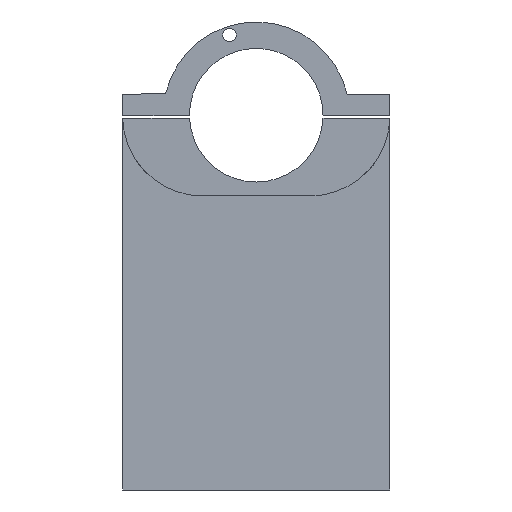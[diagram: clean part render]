
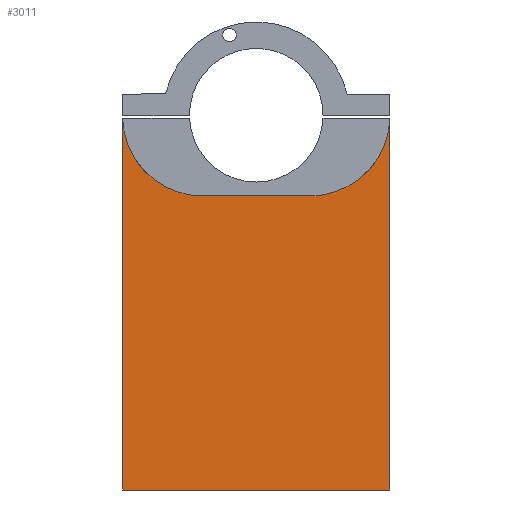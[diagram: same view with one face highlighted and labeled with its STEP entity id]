
A CAD part, front view. The second image highlights one B-rep face of the part: STEP entity #3011.
In plain terms, the highlighted planar face has unit normal (0, -1, 0).
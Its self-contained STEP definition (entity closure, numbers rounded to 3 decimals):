
#48=PLANE('',#3185);
#73=CIRCLE('',#3147,30.);
#77=CIRCLE('',#3165,30.);
#209=FACE_OUTER_BOUND('',#378,.T.);
#378=EDGE_LOOP('',(#2487,#2488,#2489,#2490,#2491,#2492));
#814=LINE('',#6529,#953);
#825=LINE('',#16504,#964);
#828=LINE('',#16510,#967);
#831=LINE('',#16515,#970);
#953=VECTOR('',#3463,10.);
#964=VECTOR('',#3540,10.);
#967=VECTOR('',#3545,10.);
#970=VECTOR('',#3550,10.);
#1171=VERTEX_POINT('',#6117);
#1172=VERTEX_POINT('',#6119);
#1205=VERTEX_POINT('',#6527);
#1210=VERTEX_POINT('',#11042);
#1243=VERTEX_POINT('',#16503);
#1245=VERTEX_POINT('',#16509);
#1545=EDGE_CURVE('',#1172,#1171,#73,.T.);
#1582=EDGE_CURVE('',#1171,#1205,#814,.T.);
#1609=EDGE_CURVE('',#1210,#1205,#77,.F.);
#1670=EDGE_CURVE('',#1210,#1243,#825,.T.);
#1673=EDGE_CURVE('',#1245,#1243,#828,.T.);
#1676=EDGE_CURVE('',#1172,#1245,#831,.T.);
#2487=ORIENTED_EDGE('',*,*,#1582,.T.);
#2488=ORIENTED_EDGE('',*,*,#1609,.F.);
#2489=ORIENTED_EDGE('',*,*,#1670,.T.);
#2490=ORIENTED_EDGE('',*,*,#1673,.F.);
#2491=ORIENTED_EDGE('',*,*,#1676,.F.);
#2492=ORIENTED_EDGE('',*,*,#1545,.T.);
#3011=ADVANCED_FACE('',(#209),#48,.F.);
#3147=AXIS2_PLACEMENT_3D('',#6120,#3455,#3456);
#3165=AXIS2_PLACEMENT_3D('',#11043,#3498,#3499);
#3185=AXIS2_PLACEMENT_3D('',#16518,#3554,#3555);
#3455=DIRECTION('center_axis',(0.,1.,0.));
#3456=DIRECTION('ref_axis',(0.999,0.,-0.033));
#3463=DIRECTION('',(-1.,0.,0.));
#3498=DIRECTION('center_axis',(0.,1.,0.));
#3499=DIRECTION('ref_axis',(-0.999,0.,-0.033));
#3540=DIRECTION('',(0.,0.,-1.));
#3545=DIRECTION('',(-1.,0.,0.));
#3550=DIRECTION('',(0.,0.,-1.));
#3554=DIRECTION('center_axis',(0.,1.,0.));
#3555=DIRECTION('ref_axis',(1.,0.,0.));
#6117=CARTESIAN_POINT('',(20.017,0.,-30.22));
#6119=CARTESIAN_POINT('',(50.,0.,-1.22));
#6120=CARTESIAN_POINT('Origin',(20.017,0.,-0.22));
#6527=CARTESIAN_POINT('',(-20.017,0.,-30.22));
#6529=CARTESIAN_POINT('',(-25.048,0.,-30.22));
#11042=CARTESIAN_POINT('',(-50.,0.,-1.22));
#11043=CARTESIAN_POINT('Origin',(-20.017,0.,-0.22));
#16503=CARTESIAN_POINT('',(-50.,0.,-140.22));
#16504=CARTESIAN_POINT('',(-50.,0.,-1.22));
#16509=CARTESIAN_POINT('',(50.,0.,-140.22));
#16510=CARTESIAN_POINT('',(50.,0.,-140.22));
#16515=CARTESIAN_POINT('',(50.,0.,-1.22));
#16518=CARTESIAN_POINT('Origin',(-0.095,0.,-52.671));
